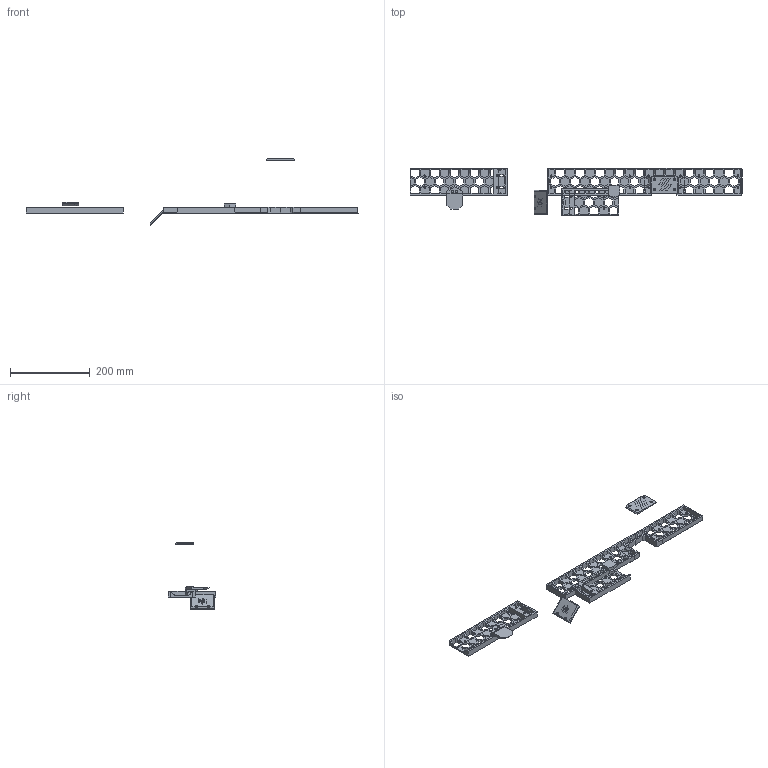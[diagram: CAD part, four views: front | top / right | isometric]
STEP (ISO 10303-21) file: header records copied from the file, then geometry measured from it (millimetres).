
FILE_DESCRIPTION(/* description */ (''),/* implementation_level */ '2;1');
FILE_NAME(/* name */ 'SkirtLatch.step',/* time_stamp */ '2021-11-09T21:44:48+01:00',/* author */ (''),/* organization */ (''),/* preprocessor_version */ 'ST-DEVELOPER v18.1',/* originating_system */ 'Autodesk Translation Framework v10.10.0.1391',/* authorisation */ '');
FILE_SCHEMA (('AUTOMOTIVE_DESIGN { 1 0 10303 214 3 1 1 }'));
Length unit declared in the file: millimetre
Products named in the file (1): SwitchWireSkirts
Bounding box: 835 x 120 x 166.94 mm (x, y, z)
Volume: 351603.5 mm3; surface area: 185520 mm2
Topology: 9 solids, 9 shells, 1057 faces, 2978 edges, 1936 vertices
Faces by surface type: plane 976, cylinder 81
Full cylindrical faces by diameter (mm): 3.6 x22, 4.7 x4, 6 x14
Entity records: 33696 total; most frequent: CARTESIAN_POINT 5969, ORIENTED_EDGE 5952, DIRECTION 5269, EDGE_CURVE 2976, LINE 2799, VECTOR 2799, VERTEX_POINT 1935, AXIS2_PLACEMENT_3D 1235
